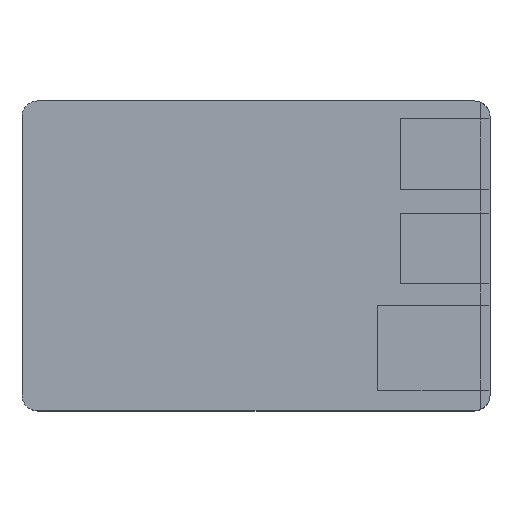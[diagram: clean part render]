
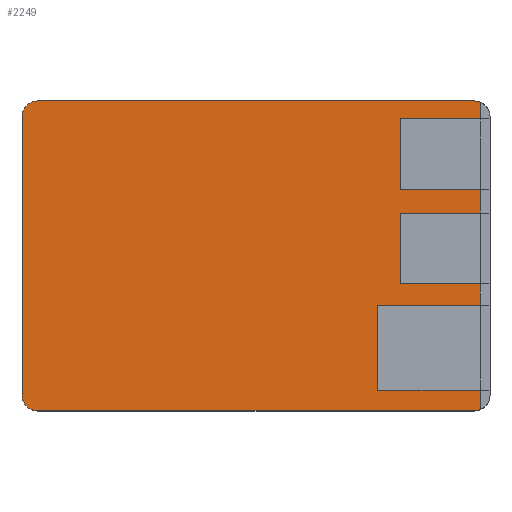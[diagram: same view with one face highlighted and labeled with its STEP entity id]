
A CAD part, top view. The second image highlights one B-rep face of the part: STEP entity #2249.
In plain terms, the highlighted planar face has unit normal (0, 0, 1).
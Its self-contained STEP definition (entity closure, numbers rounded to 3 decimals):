
#34=PLANE('',#2377);
#131=FACE_OUTER_BOUND('',#252,.T.);
#252=EDGE_LOOP('',(#1587,#1588,#1589,#1590,#1591,#1592,#1593,#1594,#1595,
#1596,#1597,#1598,#1599,#1600,#1601,#1602,#1603,#1604,#1605,#1606));
#378=LINE('',#3207,#657);
#382=LINE('',#3216,#661);
#385=LINE('',#3222,#664);
#389=LINE('',#3231,#668);
#394=LINE('',#3240,#673);
#399=LINE('',#3254,#678);
#400=LINE('',#3257,#679);
#401=LINE('',#3258,#680);
#402=LINE('',#3260,#681);
#403=LINE('',#3261,#682);
#404=LINE('',#3263,#683);
#405=LINE('',#3267,#684);
#406=LINE('',#3271,#685);
#407=LINE('',#3274,#686);
#408=LINE('',#3276,#687);
#409=LINE('',#3277,#688);
#657=VECTOR('',#2566,10.);
#661=VECTOR('',#2572,10.);
#664=VECTOR('',#2577,10.);
#668=VECTOR('',#2583,10.);
#673=VECTOR('',#2590,10.);
#678=VECTOR('',#2603,10.);
#679=VECTOR('',#2606,10.);
#680=VECTOR('',#2607,10.);
#681=VECTOR('',#2608,10.);
#682=VECTOR('',#2609,10.);
#683=VECTOR('',#2610,10.);
#684=VECTOR('',#2613,10.);
#685=VECTOR('',#2616,10.);
#686=VECTOR('',#2619,10.);
#687=VECTOR('',#2620,10.);
#688=VECTOR('',#2621,10.);
#929=CIRCLE('',#2375,3.);
#930=CIRCLE('',#2378,3.);
#931=CIRCLE('',#2379,3.);
#932=CIRCLE('',#2380,3.);
#993=VERTEX_POINT('',#3204);
#994=VERTEX_POINT('',#3206);
#997=VERTEX_POINT('',#3213);
#998=VERTEX_POINT('',#3215);
#999=VERTEX_POINT('',#3219);
#1000=VERTEX_POINT('',#3221);
#1003=VERTEX_POINT('',#3228);
#1004=VERTEX_POINT('',#3230);
#1007=VERTEX_POINT('',#3238);
#1009=VERTEX_POINT('',#3244);
#1012=VERTEX_POINT('',#3252);
#1013=VERTEX_POINT('',#3256);
#1014=VERTEX_POINT('',#3259);
#1015=VERTEX_POINT('',#3262);
#1016=VERTEX_POINT('',#3264);
#1017=VERTEX_POINT('',#3266);
#1018=VERTEX_POINT('',#3268);
#1019=VERTEX_POINT('',#3270);
#1020=VERTEX_POINT('',#3273);
#1021=VERTEX_POINT('',#3275);
#1218=EDGE_CURVE('',#994,#993,#378,.T.);
#1222=EDGE_CURVE('',#998,#997,#382,.T.);
#1225=EDGE_CURVE('',#1000,#999,#385,.T.);
#1229=EDGE_CURVE('',#1004,#1003,#389,.T.);
#1234=EDGE_CURVE('',#993,#1007,#394,.T.);
#1237=EDGE_CURVE('',#997,#1009,#929,.T.);
#1241=EDGE_CURVE('',#999,#1012,#399,.T.);
#1242=EDGE_CURVE('',#1007,#1013,#400,.T.);
#1243=EDGE_CURVE('',#1013,#1000,#401,.T.);
#1244=EDGE_CURVE('',#1012,#1014,#402,.T.);
#1245=EDGE_CURVE('',#1014,#998,#403,.T.);
#1246=EDGE_CURVE('',#1009,#1015,#404,.T.);
#1247=EDGE_CURVE('',#1015,#1016,#930,.T.);
#1248=EDGE_CURVE('',#1016,#1017,#405,.T.);
#1249=EDGE_CURVE('',#1017,#1018,#931,.T.);
#1250=EDGE_CURVE('',#1018,#1019,#406,.T.);
#1251=EDGE_CURVE('',#1019,#1004,#932,.T.);
#1252=EDGE_CURVE('',#1003,#1020,#407,.T.);
#1253=EDGE_CURVE('',#1020,#1021,#408,.T.);
#1254=EDGE_CURVE('',#1021,#994,#409,.T.);
#1587=ORIENTED_EDGE('',*,*,#1218,.T.);
#1588=ORIENTED_EDGE('',*,*,#1234,.T.);
#1589=ORIENTED_EDGE('',*,*,#1242,.T.);
#1590=ORIENTED_EDGE('',*,*,#1243,.T.);
#1591=ORIENTED_EDGE('',*,*,#1225,.T.);
#1592=ORIENTED_EDGE('',*,*,#1241,.T.);
#1593=ORIENTED_EDGE('',*,*,#1244,.T.);
#1594=ORIENTED_EDGE('',*,*,#1245,.T.);
#1595=ORIENTED_EDGE('',*,*,#1222,.T.);
#1596=ORIENTED_EDGE('',*,*,#1237,.T.);
#1597=ORIENTED_EDGE('',*,*,#1246,.T.);
#1598=ORIENTED_EDGE('',*,*,#1247,.T.);
#1599=ORIENTED_EDGE('',*,*,#1248,.T.);
#1600=ORIENTED_EDGE('',*,*,#1249,.T.);
#1601=ORIENTED_EDGE('',*,*,#1250,.T.);
#1602=ORIENTED_EDGE('',*,*,#1251,.T.);
#1603=ORIENTED_EDGE('',*,*,#1229,.T.);
#1604=ORIENTED_EDGE('',*,*,#1252,.T.);
#1605=ORIENTED_EDGE('',*,*,#1253,.T.);
#1606=ORIENTED_EDGE('',*,*,#1254,.T.);
#2249=ADVANCED_FACE('',(#131),#34,.F.);
#2375=AXIS2_PLACEMENT_3D('',#3246,#2596,#2597);
#2377=AXIS2_PLACEMENT_3D('',#3255,#2604,#2605);
#2378=AXIS2_PLACEMENT_3D('',#3265,#2611,#2612);
#2379=AXIS2_PLACEMENT_3D('',#3269,#2614,#2615);
#2380=AXIS2_PLACEMENT_3D('',#3272,#2617,#2618);
#2566=DIRECTION('',(0.,1.,0.));
#2572=DIRECTION('',(0.,1.,0.));
#2577=DIRECTION('',(0.,1.,0.));
#2583=DIRECTION('',(0.,1.,0.));
#2590=DIRECTION('',(-1.,0.,0.));
#2596=DIRECTION('center_axis',(0.,0.,1.));
#2597=DIRECTION('ref_axis',(0.,1.,0.));
#2603=DIRECTION('',(-1.,0.,0.));
#2604=DIRECTION('center_axis',(0.,0.,-1.));
#2605=DIRECTION('ref_axis',(1.,0.,0.));
#2606=DIRECTION('',(0.,1.,0.));
#2607=DIRECTION('',(1.,0.,0.));
#2608=DIRECTION('',(0.,1.,0.));
#2609=DIRECTION('',(1.,0.,0.));
#2610=DIRECTION('',(-1.,0.,0.));
#2611=DIRECTION('center_axis',(0.,0.,1.));
#2612=DIRECTION('ref_axis',(-1.,0.,0.));
#2613=DIRECTION('',(0.,-1.,0.));
#2614=DIRECTION('center_axis',(0.,0.,1.));
#2615=DIRECTION('ref_axis',(0.,-1.,0.));
#2616=DIRECTION('',(1.,0.,0.));
#2617=DIRECTION('center_axis',(0.,0.,1.));
#2618=DIRECTION('ref_axis',(1.,0.,0.));
#2619=DIRECTION('',(-1.,0.,0.));
#2620=DIRECTION('',(0.,1.,0.));
#2621=DIRECTION('',(1.,0.,0.));
#3204=CARTESIAN_POINT('',(3.,19.75,10.55));
#3206=CARTESIAN_POINT('',(3.,15.75,10.55));
#3207=CARTESIAN_POINT('',(3.,25.,10.55));
#3213=CARTESIAN_POINT('',(3.,53.87,10.55));
#3215=CARTESIAN_POINT('',(3.,50.85,10.55));
#3216=CARTESIAN_POINT('',(3.,25.,10.55));
#3219=CARTESIAN_POINT('',(3.,37.55,10.55));
#3221=CARTESIAN_POINT('',(3.,33.05,10.55));
#3222=CARTESIAN_POINT('',(3.,25.,10.55));
#3228=CARTESIAN_POINT('',(3.,-0.25,10.55));
#3230=CARTESIAN_POINT('',(3.,-3.87,10.55));
#3231=CARTESIAN_POINT('',(3.,25.,10.55));
#3238=CARTESIAN_POINT('',(-12.1,19.75,10.55));
#3240=CARTESIAN_POINT('',(-25.63,19.75,10.55));
#3244=CARTESIAN_POINT('',(1.8,54.12,10.55));
#3246=CARTESIAN_POINT('Origin',(1.8,51.12,10.55));
#3252=CARTESIAN_POINT('',(-12.1,37.55,10.55));
#3254=CARTESIAN_POINT('',(-25.63,37.55,10.55));
#3255=CARTESIAN_POINT('Origin',(-39.16,25.,10.55));
#3256=CARTESIAN_POINT('',(-12.1,33.05,10.55));
#3257=CARTESIAN_POINT('',(-12.1,29.025,10.55));
#3258=CARTESIAN_POINT('',(-17.03,33.05,10.55));
#3259=CARTESIAN_POINT('',(-12.1,50.85,10.55));
#3260=CARTESIAN_POINT('',(-12.1,37.925,10.55));
#3261=CARTESIAN_POINT('',(-17.03,50.85,10.55));
#3262=CARTESIAN_POINT('',(-80.12,54.12,10.55));
#3263=CARTESIAN_POINT('',(1.8,54.12,10.55));
#3264=CARTESIAN_POINT('',(-83.12,51.12,10.55));
#3265=CARTESIAN_POINT('Origin',(-80.12,51.12,10.55));
#3266=CARTESIAN_POINT('',(-83.12,-1.12,10.55));
#3267=CARTESIAN_POINT('',(-83.12,51.12,10.55));
#3268=CARTESIAN_POINT('',(-80.12,-4.12,10.55));
#3269=CARTESIAN_POINT('Origin',(-80.12,-1.12,10.55));
#3270=CARTESIAN_POINT('',(1.8,-4.12,10.55));
#3271=CARTESIAN_POINT('',(-80.12,-4.12,10.55));
#3272=CARTESIAN_POINT('Origin',(1.8,-1.12,10.55));
#3273=CARTESIAN_POINT('',(-16.3,-0.25,10.55));
#3274=CARTESIAN_POINT('',(-27.73,-0.25,10.55));
#3275=CARTESIAN_POINT('',(-16.3,15.75,10.55));
#3276=CARTESIAN_POINT('',(-16.3,20.375,10.55));
#3277=CARTESIAN_POINT('',(-17.03,15.75,10.55));
